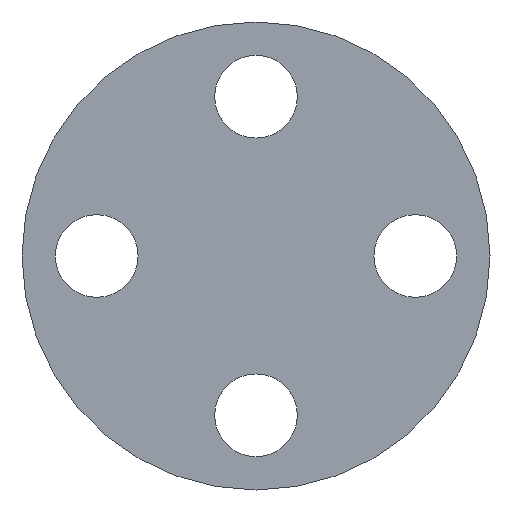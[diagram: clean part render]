
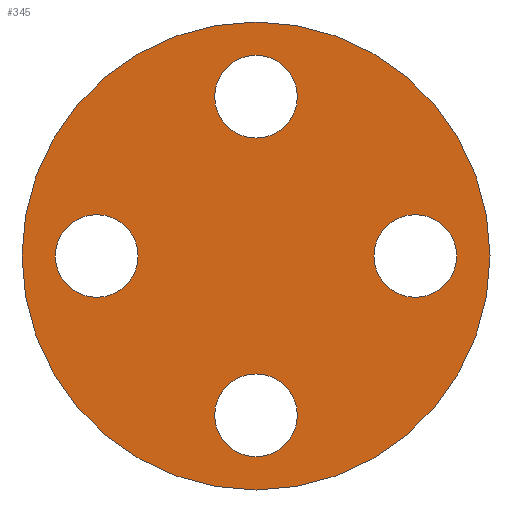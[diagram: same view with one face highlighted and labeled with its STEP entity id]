
A CAD part, front view. The second image highlights one B-rep face of the part: STEP entity #345.
In plain terms, the highlighted planar face has unit normal (0, -1, 0).
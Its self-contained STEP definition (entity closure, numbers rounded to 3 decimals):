
#2 = DIRECTION ( 'NONE',  ( 0., 1., 0. ) ) ;
#6 = VERTEX_POINT ( 'NONE', #446 ) ;
#15 = CARTESIAN_POINT ( 'NONE',  ( -30.25, 0., 0. ) ) ;
#20 = CARTESIAN_POINT ( 'NONE',  ( -22.4, 0., 0. ) ) ;
#28 = DIRECTION ( 'NONE',  ( 0., 0., 1. ) ) ;
#31 = CARTESIAN_POINT ( 'NONE',  ( 0., 0., 0. ) ) ;
#32 = EDGE_CURVE ( 'NONE', #319, #6, #274, .T. ) ;
#33 = AXIS2_PLACEMENT_3D ( 'NONE', #525, #2, #102 ) ;
#37 = FACE_BOUND ( 'NONE', #267, .T. ) ;
#40 = DIRECTION ( 'NONE',  ( 0., 1., 0. ) ) ;
#41 = AXIS2_PLACEMENT_3D ( 'NONE', #436, #323, #28 ) ;
#43 = DIRECTION ( 'NONE',  ( 0., 0., 1. ) ) ;
#47 = CARTESIAN_POINT ( 'NONE',  ( 0., 0., -30.25 ) ) ;
#62 = ORIENTED_EDGE ( 'NONE', *, *, #236, .T. ) ;
#63 = DIRECTION ( 'NONE',  ( 0., 1., 0. ) ) ;
#84 = DIRECTION ( 'NONE',  ( 0., 1., 0. ) ) ;
#85 = EDGE_LOOP ( 'NONE', ( #183, #488 ) ) ;
#86 = EDGE_CURVE ( 'NONE', #508, #425, #486, .T. ) ;
#89 = CIRCLE ( 'NONE', #238, 44.45 ) ;
#100 = VERTEX_POINT ( 'NONE', #20 ) ;
#102 = DIRECTION ( 'NONE',  ( 1., 0., 0. ) ) ;
#105 = DIRECTION ( 'NONE',  ( 0., 1., 0. ) ) ;
#111 = CIRCLE ( 'NONE', #405, 44.45 ) ;
#114 = EDGE_CURVE ( 'NONE', #425, #508, #422, .T. ) ;
#116 = DIRECTION ( 'NONE',  ( 0., 1., 0. ) ) ;
#123 = DIRECTION ( 'NONE',  ( -1., 0., 0. ) ) ;
#124 = CARTESIAN_POINT ( 'NONE',  ( 0., 0., -38.1 ) ) ;
#128 = FACE_BOUND ( 'NONE', #517, .T. ) ;
#148 = ORIENTED_EDGE ( 'NONE', *, *, #269, .F. ) ;
#158 = CARTESIAN_POINT ( 'NONE',  ( 0., 0., 30.25 ) ) ;
#169 = AXIS2_PLACEMENT_3D ( 'NONE', #15, #495, #368 ) ;
#170 = DIRECTION ( 'NONE',  ( 0., 0., 1. ) ) ;
#183 = ORIENTED_EDGE ( 'NONE', *, *, #211, .T. ) ;
#195 = EDGE_CURVE ( 'NONE', #346, #359, #249, .T. ) ;
#206 = CARTESIAN_POINT ( 'NONE',  ( 0., 0., -22.4 ) ) ;
#207 = AXIS2_PLACEMENT_3D ( 'NONE', #325, #494, #461 ) ;
#211 = EDGE_CURVE ( 'NONE', #100, #429, #505, .T. ) ;
#221 = EDGE_CURVE ( 'NONE', #6, #319, #317, .T. ) ;
#236 = EDGE_CURVE ( 'NONE', #359, #346, #263, .T. ) ;
#238 = AXIS2_PLACEMENT_3D ( 'NONE', #469, #84, #355 ) ;
#249 = CIRCLE ( 'NONE', #415, 7.85 ) ;
#252 = CARTESIAN_POINT ( 'NONE',  ( 0., 0., 0. ) ) ;
#255 = FACE_BOUND ( 'NONE', #85, .T. ) ;
#263 = CIRCLE ( 'NONE', #41, 7.85 ) ;
#267 = EDGE_LOOP ( 'NONE', ( #534, #392 ) ) ;
#268 = CARTESIAN_POINT ( 'NONE',  ( -38.1, 0., 0. ) ) ;
#269 = EDGE_CURVE ( 'NONE', #353, #341, #111, .T. ) ;
#274 = CIRCLE ( 'NONE', #207, 7.85 ) ;
#295 = ORIENTED_EDGE ( 'NONE', *, *, #502, .F. ) ;
#298 = CARTESIAN_POINT ( 'NONE',  ( 0., 0., 38.1 ) ) ;
#312 = CARTESIAN_POINT ( 'NONE',  ( 22.4, 0., 0. ) ) ;
#317 = CIRCLE ( 'NONE', #549, 7.85 ) ;
#319 = VERTEX_POINT ( 'NONE', #298 ) ;
#323 = DIRECTION ( 'NONE',  ( 0., 1., 0. ) ) ;
#325 = CARTESIAN_POINT ( 'NONE',  ( 0., 0., 30.25 ) ) ;
#326 = AXIS2_PLACEMENT_3D ( 'NONE', #252, #507, #43 ) ;
#341 = VERTEX_POINT ( 'NONE', #420 ) ;
#345 = ADVANCED_FACE ( 'NONE', ( #255, #37, #128, #500, #381 ), #423, .F. ) ;
#346 = VERTEX_POINT ( 'NONE', #124 ) ;
#350 = DIRECTION ( 'NONE',  ( -1., 0., 0. ) ) ;
#353 = VERTEX_POINT ( 'NONE', #417 ) ;
#355 = DIRECTION ( 'NONE',  ( 0., 0., 1. ) ) ;
#359 = VERTEX_POINT ( 'NONE', #206 ) ;
#368 = DIRECTION ( 'NONE',  ( 1., 0., 0. ) ) ;
#373 = CARTESIAN_POINT ( 'NONE',  ( 30.25, 0., 0. ) ) ;
#381 = FACE_OUTER_BOUND ( 'NONE', #427, .T. ) ;
#386 = CIRCLE ( 'NONE', #33, 7.85 ) ;
#392 = ORIENTED_EDGE ( 'NONE', *, *, #32, .T. ) ;
#394 = CARTESIAN_POINT ( 'NONE',  ( 30.25, 0., 0. ) ) ;
#398 = CARTESIAN_POINT ( 'NONE',  ( 38.1, 0., 0. ) ) ;
#405 = AXIS2_PLACEMENT_3D ( 'NONE', #31, #40, #170 ) ;
#415 = AXIS2_PLACEMENT_3D ( 'NONE', #47, #105, #447 ) ;
#417 = CARTESIAN_POINT ( 'NONE',  ( 0., 0., -44.45 ) ) ;
#420 = CARTESIAN_POINT ( 'NONE',  ( 0., 0., 44.45 ) ) ;
#422 = CIRCLE ( 'NONE', #513, 7.85 ) ;
#423 = PLANE ( 'NONE',  #326 ) ;
#425 = VERTEX_POINT ( 'NONE', #312 ) ;
#427 = EDGE_LOOP ( 'NONE', ( #148, #295 ) ) ;
#429 = VERTEX_POINT ( 'NONE', #268 ) ;
#436 = CARTESIAN_POINT ( 'NONE',  ( 0., 0., -30.25 ) ) ;
#438 = AXIS2_PLACEMENT_3D ( 'NONE', #373, #116, #123 ) ;
#446 = CARTESIAN_POINT ( 'NONE',  ( 0., 0., 22.4 ) ) ;
#447 = DIRECTION ( 'NONE',  ( 0., 0., 1. ) ) ;
#461 = DIRECTION ( 'NONE',  ( 0., 0., -1. ) ) ;
#469 = CARTESIAN_POINT ( 'NONE',  ( 0., 0., 0. ) ) ;
#474 = ORIENTED_EDGE ( 'NONE', *, *, #86, .T. ) ;
#477 = EDGE_LOOP ( 'NONE', ( #62, #511 ) ) ;
#486 = CIRCLE ( 'NONE', #438, 7.85 ) ;
#488 = ORIENTED_EDGE ( 'NONE', *, *, #492, .T. ) ;
#491 = DIRECTION ( 'NONE',  ( 0., 0., -1. ) ) ;
#492 = EDGE_CURVE ( 'NONE', #429, #100, #386, .T. ) ;
#494 = DIRECTION ( 'NONE',  ( 0., 1., 0. ) ) ;
#495 = DIRECTION ( 'NONE',  ( 0., 1., 0. ) ) ;
#500 = FACE_BOUND ( 'NONE', #477, .T. ) ;
#502 = EDGE_CURVE ( 'NONE', #341, #353, #89, .T. ) ;
#505 = CIRCLE ( 'NONE', #169, 7.85 ) ;
#507 = DIRECTION ( 'NONE',  ( 0., 1., 0. ) ) ;
#508 = VERTEX_POINT ( 'NONE', #398 ) ;
#511 = ORIENTED_EDGE ( 'NONE', *, *, #195, .T. ) ;
#513 = AXIS2_PLACEMENT_3D ( 'NONE', #394, #63, #350 ) ;
#517 = EDGE_LOOP ( 'NONE', ( #526, #474 ) ) ;
#525 = CARTESIAN_POINT ( 'NONE',  ( -30.25, 0., 0. ) ) ;
#526 = ORIENTED_EDGE ( 'NONE', *, *, #114, .T. ) ;
#534 = ORIENTED_EDGE ( 'NONE', *, *, #221, .T. ) ;
#538 = DIRECTION ( 'NONE',  ( 0., 1., 0. ) ) ;
#549 = AXIS2_PLACEMENT_3D ( 'NONE', #158, #538, #491 ) ;
